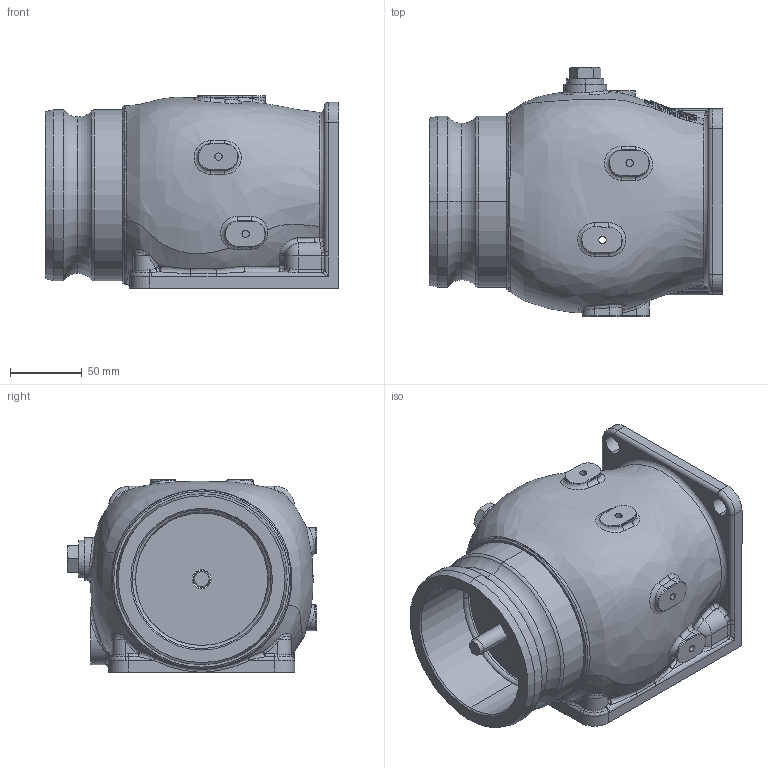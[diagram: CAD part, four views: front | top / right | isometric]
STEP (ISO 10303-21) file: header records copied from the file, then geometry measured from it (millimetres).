
FILE_DESCRIPTION (( 'STEP AP214' ), '1' );
FILE_NAME ('GPRV2.STEP', '2013-12-30T08:12:19', ( 'Admin2' ), ( '' ), 'SwSTEP 2.0', 'SolidWorks 2010', '' );
FILE_SCHEMA (( 'AUTOMOTIVE_DESIGN' ));
Length unit declared in the file: millimetre
Products named in the file (1): GPRV2
Bounding box: 205 x 174.5 x 134.5 mm (x, y, z)
Surface area: 219765.2 mm2 (no closed solid volume)
Topology: 0 solids, 11 shells, 686 faces, 1899 edges, 1209 vertices
Faces by surface type: bspline 284, plane 189, cylinder 131, torus 36, cone 30, sphere 16
Entity records: 156644 total; most frequent: CARTESIAN_POINT 134254, ORIENTED_EDGE 3497, DIRECTION 2260, EDGE_CURVE 1876, VERTEX_POINT 1201, B_SPLINE_CURVE_WITH_KNOTS 910, AXIS2_PLACEMENT_3D 895, EDGE_LOOP 756
